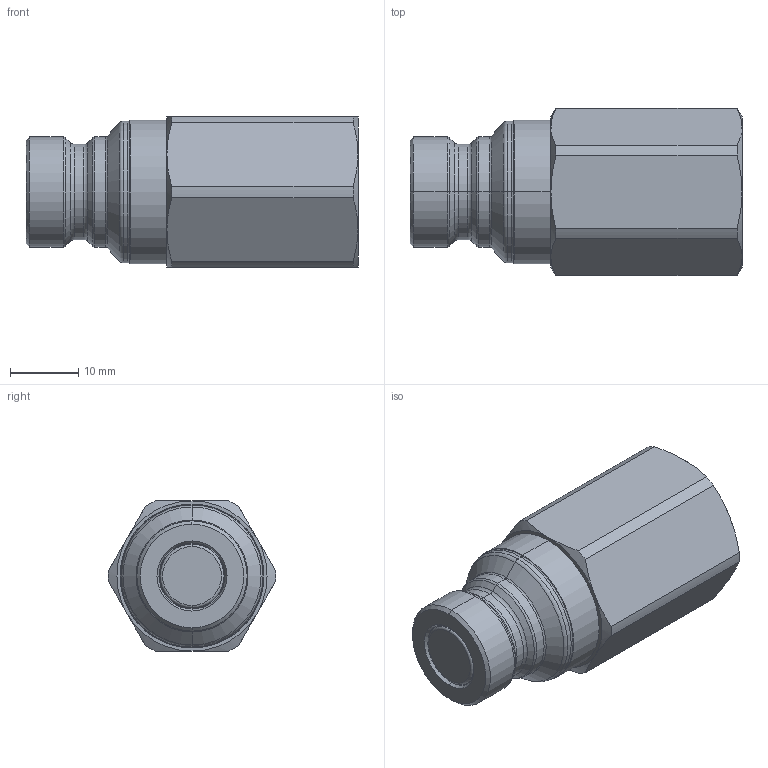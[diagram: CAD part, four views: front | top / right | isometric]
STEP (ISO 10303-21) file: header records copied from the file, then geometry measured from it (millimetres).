
FILE_DESCRIPTION (( 'STEP AP214' ), '1' );
FILE_NAME ('FEM-252-4FB.STEP', '2015-08-26T06:53:26', ( 'admin' ), ( 'Microsoft' ), 'SwSTEP 2.0', 'SolidWorks 2009', '' );
FILE_SCHEMA (( 'AUTOMOTIVE_DESIGN' ));
Length unit declared in the file: millimetre
Products named in the file (1): FEM-252-4FB
Bounding box: 48.65 x 24.49 x 22 mm (x, y, z)
Volume: 15179.9 mm3; surface area: 4614.4 mm2
Topology: 1 solids, 1 shells, 79 faces, 166 edges, 94 vertices
Faces by surface type: cone 28, cylinder 22, torus 16, plane 13
Entity records: 2209 total; most frequent: CARTESIAN_POINT 476, DIRECTION 400, ORIENTED_EDGE 332, AXIS2_PLACEMENT_3D 178, EDGE_CURVE 166, CIRCLE 98, VERTEX_POINT 94, EDGE_LOOP 84
